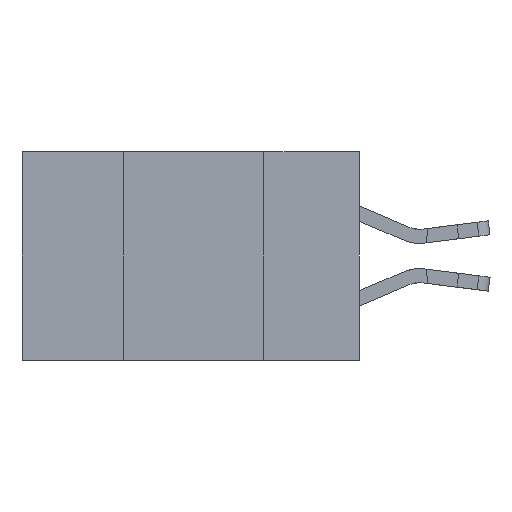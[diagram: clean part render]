
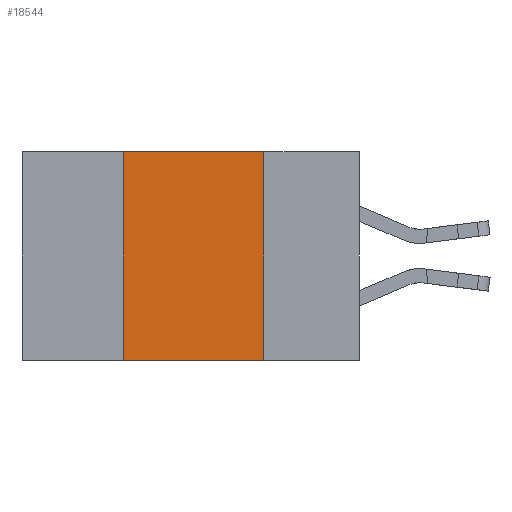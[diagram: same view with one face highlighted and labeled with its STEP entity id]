
A CAD part, left-side view. The second image highlights one B-rep face of the part: STEP entity #18544.
In plain terms, the highlighted planar face has unit normal (-1, 0, 0).
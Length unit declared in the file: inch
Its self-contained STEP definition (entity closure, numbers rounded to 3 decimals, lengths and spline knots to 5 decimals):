
#542 = ORIENTED_EDGE ( 'NONE', *, *, #19944, .F. ) ;
#1984 = VECTOR ( 'NONE', #9641, 39.37008 ) ;
#2357 = CARTESIAN_POINT ( 'NONE',  ( 0., 0.17, 0. ) ) ;
#2597 = EDGE_CURVE ( 'NONE', #22332, #11407, #18319, .T. ) ;
#2765 = DIRECTION ( 'NONE',  ( 0., -1., 0. ) ) ;
#3425 = CARTESIAN_POINT ( 'NONE',  ( 0., 0.17, 0. ) ) ;
#3924 = VERTEX_POINT ( 'NONE', #4908 ) ;
#3959 = AXIS2_PLACEMENT_3D ( 'NONE', #5407, #5028, #7316 ) ;
#4908 = CARTESIAN_POINT ( 'NONE',  ( 0., 0.17, -0.37 ) ) ;
#5028 = DIRECTION ( 'NONE',  ( 1., 0., 0. ) ) ;
#5198 = LINE ( 'NONE', #3425, #24212 ) ;
#5407 = CARTESIAN_POINT ( 'NONE',  ( 0., 0.6, 0. ) ) ;
#7316 = DIRECTION ( 'NONE',  ( 0., 0., -1. ) ) ;
#7514 = CARTESIAN_POINT ( 'NONE',  ( 0., 0.42, -0.37 ) ) ;
#7953 = EDGE_LOOP ( 'NONE', ( #542, #22001, #20222, #21589 ) ) ;
#9257 = PLANE ( 'NONE',  #3959 ) ;
#9641 = DIRECTION ( 'NONE',  ( 0., -1., 0. ) ) ;
#11407 = VERTEX_POINT ( 'NONE', #2357 ) ;
#13036 = EDGE_CURVE ( 'NONE', #21849, #22332, #17644, .T. ) ;
#13041 = DIRECTION ( 'NONE',  ( 0., 0., 1. ) ) ;
#14459 = FACE_OUTER_BOUND ( 'NONE', #7953, .T. ) ;
#17644 = LINE ( 'NONE', #26091, #23040 ) ;
#18319 = LINE ( 'NONE', #19237, #19981 ) ;
#18544 = ADVANCED_FACE ( 'NONE', ( #14459 ), #9257, .F. ) ;
#19237 = CARTESIAN_POINT ( 'NONE',  ( 0., 0.6, 0. ) ) ;
#19944 = EDGE_CURVE ( 'NONE', #11407, #3924, #5198, .T. ) ;
#19981 = VECTOR ( 'NONE', #2765, 39.37008 ) ;
#20222 = ORIENTED_EDGE ( 'NONE', *, *, #13036, .F. ) ;
#20901 = CARTESIAN_POINT ( 'NONE',  ( 0., 0.42, 0. ) ) ;
#21589 = ORIENTED_EDGE ( 'NONE', *, *, #21869, .T. ) ;
#21806 = CARTESIAN_POINT ( 'NONE',  ( 0., 0.6, -0.37 ) ) ;
#21849 = VERTEX_POINT ( 'NONE', #7514 ) ;
#21869 = EDGE_CURVE ( 'NONE', #21849, #3924, #22860, .T. ) ;
#22001 = ORIENTED_EDGE ( 'NONE', *, *, #2597, .F. ) ;
#22332 = VERTEX_POINT ( 'NONE', #20901 ) ;
#22860 = LINE ( 'NONE', #21806, #1984 ) ;
#23040 = VECTOR ( 'NONE', #13041, 39.37008 ) ;
#23534 = DIRECTION ( 'NONE',  ( 0., 0., -1. ) ) ;
#24212 = VECTOR ( 'NONE', #23534, 39.37008 ) ;
#26091 = CARTESIAN_POINT ( 'NONE',  ( 0., 0.42, 0. ) ) ;
